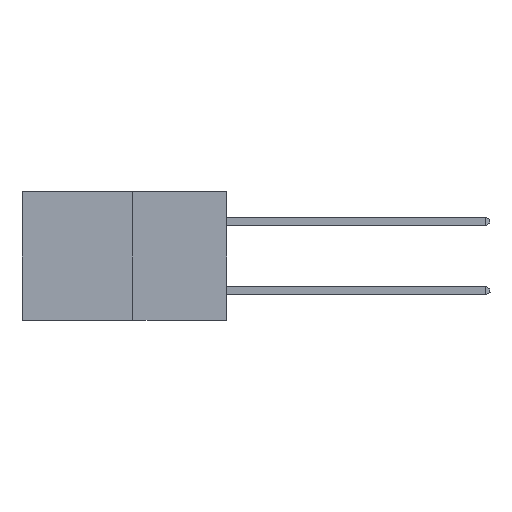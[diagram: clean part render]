
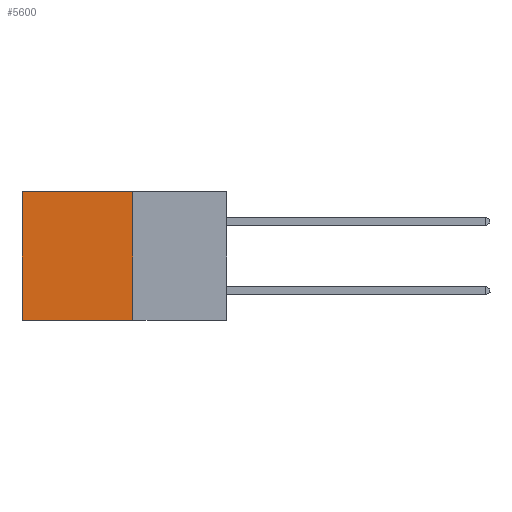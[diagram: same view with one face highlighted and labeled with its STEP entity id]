
A CAD part, left-side view. The second image highlights one B-rep face of the part: STEP entity #5600.
In plain terms, the highlighted planar face has unit normal (-1, 0, 0).
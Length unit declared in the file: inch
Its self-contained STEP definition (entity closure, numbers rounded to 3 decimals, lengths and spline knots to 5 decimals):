
#723 = LINE ( 'NONE', #23266, #15203 ) ;
#1133 = AXIS2_PLACEMENT_3D ( 'NONE', #15666, #5668, #26952 ) ;
#1183 = VERTEX_POINT ( 'NONE', #21730 ) ;
#2507 = ORIENTED_EDGE ( 'NONE', *, *, #11860, .F. ) ;
#2698 = PLANE ( 'NONE',  #1133 ) ;
#2890 = VERTEX_POINT ( 'NONE', #12107 ) ;
#3186 = EDGE_CURVE ( 'NONE', #2890, #1183, #17864, .T. ) ;
#4025 = CARTESIAN_POINT ( 'NONE',  ( 0.277, 0.27, -0.37 ) ) ;
#4488 = DIRECTION ( 'NONE',  ( 0., 0., -1. ) ) ;
#5600 = ADVANCED_FACE ( 'NONE', ( #20496 ), #2698, .F. ) ;
#5668 = DIRECTION ( 'NONE',  ( 1., 0., 0. ) ) ;
#6209 = CARTESIAN_POINT ( 'NONE',  ( 0.277, 0.59, -0.37 ) ) ;
#6627 = DIRECTION ( 'NONE',  ( 0., 1., 0. ) ) ;
#7699 = EDGE_CURVE ( 'NONE', #9968, #2890, #723, .T. ) ;
#8592 = LINE ( 'NONE', #28955, #15340 ) ;
#9968 = VERTEX_POINT ( 'NONE', #29183 ) ;
#11040 = CARTESIAN_POINT ( 'NONE',  ( 0.277, 0.27, -0.37 ) ) ;
#11860 = EDGE_CURVE ( 'NONE', #9968, #28306, #8592, .T. ) ;
#12107 = CARTESIAN_POINT ( 'NONE',  ( 0.277, 0.59, 0. ) ) ;
#13632 = DIRECTION ( 'NONE',  ( 0., 0., -1. ) ) ;
#15203 = VECTOR ( 'NONE', #23331, 39.37008 ) ;
#15340 = VECTOR ( 'NONE', #13632, 39.37008 ) ;
#15666 = CARTESIAN_POINT ( 'NONE',  ( 0.277, 0.27, -0.37 ) ) ;
#17864 = LINE ( 'NONE', #6209, #24665 ) ;
#20411 = VECTOR ( 'NONE', #6627, 39.37008 ) ;
#20496 = FACE_OUTER_BOUND ( 'NONE', #23628, .T. ) ;
#21730 = CARTESIAN_POINT ( 'NONE',  ( 0.277, 0.59, -0.37 ) ) ;
#23266 = CARTESIAN_POINT ( 'NONE',  ( 0.277, 0.27, 0. ) ) ;
#23331 = DIRECTION ( 'NONE',  ( 0., 1., 0. ) ) ;
#23628 = EDGE_LOOP ( 'NONE', ( #30623, #31467, #2507, #27242 ) ) ;
#24665 = VECTOR ( 'NONE', #4488, 39.37008 ) ;
#26952 = DIRECTION ( 'NONE',  ( 0., 0., -1. ) ) ;
#27013 = EDGE_CURVE ( 'NONE', #28306, #1183, #27206, .T. ) ;
#27206 = LINE ( 'NONE', #4025, #20411 ) ;
#27242 = ORIENTED_EDGE ( 'NONE', *, *, #7699, .T. ) ;
#28306 = VERTEX_POINT ( 'NONE', #11040 ) ;
#28955 = CARTESIAN_POINT ( 'NONE',  ( 0.277, 0.27, -0.37 ) ) ;
#29183 = CARTESIAN_POINT ( 'NONE',  ( 0.277, 0.27, 0. ) ) ;
#30623 = ORIENTED_EDGE ( 'NONE', *, *, #3186, .T. ) ;
#31467 = ORIENTED_EDGE ( 'NONE', *, *, #27013, .F. ) ;
